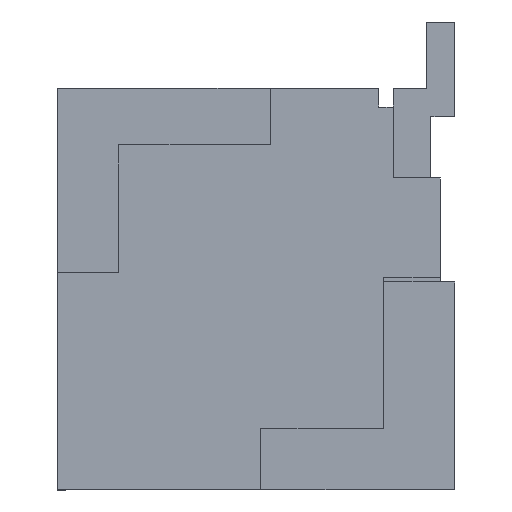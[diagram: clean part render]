
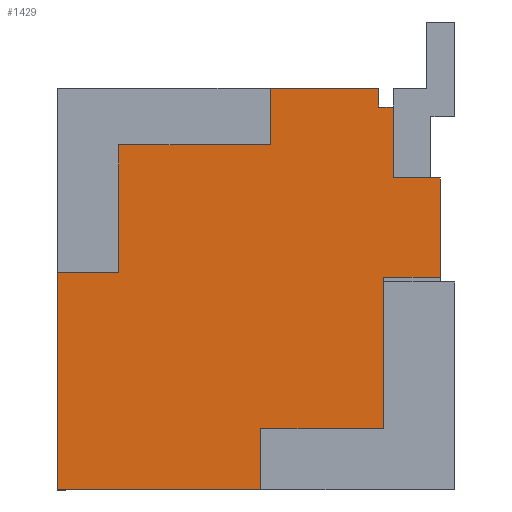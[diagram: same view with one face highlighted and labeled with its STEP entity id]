
A CAD part, left-side view. The second image highlights one B-rep face of the part: STEP entity #1429.
In plain terms, the highlighted planar face has unit normal (-1, 0, 0).
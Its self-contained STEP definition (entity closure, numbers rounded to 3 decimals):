
#1404 = VERTEX_POINT ( 'NONE', #6021 ) ;
#1408 = VERTEX_POINT ( 'NONE', #6042 ) ;
#1409 = ORIENTED_EDGE ( 'NONE', *, *, #1485, .T. ) ;
#1410 = EDGE_CURVE ( 'NONE', #1486, #1488, #6041, .T. ) ;
#1411 = VERTEX_POINT ( 'NONE', #6037 ) ;
#1412 = ORIENTED_EDGE ( 'NONE', *, *, #1413, .T. ) ;
#1413 = EDGE_CURVE ( 'NONE', #1443, #1414, #6036, .T. ) ;
#1414 = VERTEX_POINT ( 'NONE', #6032 ) ;
#1415 = EDGE_CURVE ( 'NONE', #1423, #1424, #6031, .T. ) ;
#1420 = ORIENTED_EDGE ( 'NONE', *, *, #1421, .T. ) ;
#1421 = EDGE_CURVE ( 'NONE', #1424, #1422, #6078, .T. ) ;
#1422 = VERTEX_POINT ( 'NONE', #6074 ) ;
#1423 = VERTEX_POINT ( 'NONE', #6073 ) ;
#1424 = VERTEX_POINT ( 'NONE', #6072 ) ;
#1425 = ORIENTED_EDGE ( 'NONE', *, *, #1426, .T. ) ;
#1426 = EDGE_CURVE ( 'NONE', #1481, #1427, #6071, .T. ) ;
#1427 = VERTEX_POINT ( 'NONE', #6067 ) ;
#1428 = ORIENTED_EDGE ( 'NONE', *, *, #1480, .T. ) ;
#1429 = ADVANCED_FACE ( 'NONE', ( #6066 ), #6109, .F. ) ;
#1430 = ORIENTED_EDGE ( 'NONE', *, *, #1431, .T. ) ;
#1431 = EDGE_CURVE ( 'NONE', #1488, #1411, #6104, .T. ) ;
#1435 = ORIENTED_EDGE ( 'NONE', *, *, #1436, .T. ) ;
#1436 = EDGE_CURVE ( 'NONE', #1411, #1437, #6095, .T. ) ;
#1437 = VERTEX_POINT ( 'NONE', #6091 ) ;
#1438 = ORIENTED_EDGE ( 'NONE', *, *, #1439, .T. ) ;
#1439 = EDGE_CURVE ( 'NONE', #1404, #1443, #6090, .T. ) ;
#1440 = ORIENTED_EDGE ( 'NONE', *, *, #1415, .T. ) ;
#1441 = ORIENTED_EDGE ( 'NONE', *, *, #1442, .T. ) ;
#1442 = EDGE_CURVE ( 'NONE', #1437, #1476, #6086, .T. ) ;
#1443 = VERTEX_POINT ( 'NONE', #6082 ) ;
#1468 = ORIENTED_EDGE ( 'NONE', *, *, #1469, .T. ) ;
#1469 = EDGE_CURVE ( 'NONE', #1427, #1408, #6187, .T. ) ;
#1470 = ORIENTED_EDGE ( 'NONE', *, *, #1471, .T. ) ;
#1471 = EDGE_CURVE ( 'NONE', #1484, #1472, #6183, .T. ) ;
#1472 = VERTEX_POINT ( 'NONE', #6179 ) ;
#1476 = VERTEX_POINT ( 'NONE', #6173 ) ;
#1477 = ORIENTED_EDGE ( 'NONE', *, *, #1478, .F. ) ;
#1478 = EDGE_CURVE ( 'NONE', #1423, #1476, #6172, .T. ) ;
#1479 = EDGE_LOOP ( 'NONE', ( #1440, #1420, #1482, #1470, #1489, #1438, #1412, #1428, #1425, #1468, #1409, #1487, #1430, #1435, #1441, #1477 ) ) ;
#1480 = EDGE_CURVE ( 'NONE', #1414, #1481, #6235, .T. ) ;
#1481 = VERTEX_POINT ( 'NONE', #6231 ) ;
#1482 = ORIENTED_EDGE ( 'NONE', *, *, #1483, .T. ) ;
#1483 = EDGE_CURVE ( 'NONE', #1422, #1484, #6230, .T. ) ;
#1484 = VERTEX_POINT ( 'NONE', #6226 ) ;
#1485 = EDGE_CURVE ( 'NONE', #1408, #1486, #6225, .T. ) ;
#1486 = VERTEX_POINT ( 'NONE', #6221 ) ;
#1487 = ORIENTED_EDGE ( 'NONE', *, *, #1410, .T. ) ;
#1488 = VERTEX_POINT ( 'NONE', #6220 ) ;
#1489 = ORIENTED_EDGE ( 'NONE', *, *, #1490, .F. ) ;
#1490 = EDGE_CURVE ( 'NONE', #1404, #1472, #6219, .T. ) ;
#6021 = CARTESIAN_POINT ( 'NONE',  ( -20.75, 3.875, -0.525 ) ) ;
#6028 = DIRECTION ( 'NONE',  ( 0., 0., -1. ) ) ;
#6029 = VECTOR ( 'NONE', #6028, 1000. ) ;
#6030 = CARTESIAN_POINT ( 'NONE',  ( -20.75, 1.625, 3.125 ) ) ;
#6031 = LINE ( 'NONE', #6030, #6029 ) ;
#6032 = CARTESIAN_POINT ( 'NONE',  ( -20.75, 1.725, 0.125 ) ) ;
#6033 = DIRECTION ( 'NONE',  ( 0., 0., 1. ) ) ;
#6034 = VECTOR ( 'NONE', #6033, 1000. ) ;
#6035 = CARTESIAN_POINT ( 'NONE',  ( -20.75, 1.725, -0.525 ) ) ;
#6036 = LINE ( 'NONE', #6035, #6034 ) ;
#6037 = CARTESIAN_POINT ( 'NONE',  ( -20.75, 0.325, 3.525 ) ) ;
#6038 = DIRECTION ( 'NONE',  ( 0., 1., 0. ) ) ;
#6039 = VECTOR ( 'NONE', #6038, 1000. ) ;
#6040 = CARTESIAN_POINT ( 'NONE',  ( -20.75, -0.175, 2.775 ) ) ;
#6041 = LINE ( 'NONE', #6040, #6039 ) ;
#6042 = CARTESIAN_POINT ( 'NONE',  ( -20.75, -0.175, 1.725 ) ) ;
#6066 = FACE_OUTER_BOUND ( 'NONE', #1479, .T. ) ;
#6067 = CARTESIAN_POINT ( 'NONE',  ( -20.75, 0.425, 1.725 ) ) ;
#6068 = DIRECTION ( 'NONE',  ( 0., 0., 1. ) ) ;
#6069 = VECTOR ( 'NONE', #6068, 1000. ) ;
#6070 = CARTESIAN_POINT ( 'NONE',  ( -20.75, 0.425, 0.125 ) ) ;
#6071 = LINE ( 'NONE', #6070, #6069 ) ;
#6072 = CARTESIAN_POINT ( 'NONE',  ( -20.75, 1.625, 3.125 ) ) ;
#6073 = CARTESIAN_POINT ( 'NONE',  ( -20.75, 1.625, 3.725 ) ) ;
#6074 = CARTESIAN_POINT ( 'NONE',  ( -20.75, 3.225, 3.125 ) ) ;
#6075 = DIRECTION ( 'NONE',  ( 0., 1., 0. ) ) ;
#6076 = VECTOR ( 'NONE', #6075, 1000. ) ;
#6077 = CARTESIAN_POINT ( 'NONE',  ( -20.75, 3.225, 3.125 ) ) ;
#6078 = LINE ( 'NONE', #6077, #6076 ) ;
#6082 = CARTESIAN_POINT ( 'NONE',  ( -20.75, 1.725, -0.525 ) ) ;
#6083 = DIRECTION ( 'NONE',  ( 0., 0., 1. ) ) ;
#6084 = VECTOR ( 'NONE', #6083, 1000. ) ;
#6085 = CARTESIAN_POINT ( 'NONE',  ( -20.75, 0.475, 3.525 ) ) ;
#6086 = LINE ( 'NONE', #6085, #6084 ) ;
#6087 = DIRECTION ( 'NONE',  ( 0., -1., 0. ) ) ;
#6088 = VECTOR ( 'NONE', #6087, 1000. ) ;
#6089 = CARTESIAN_POINT ( 'NONE',  ( -20.75, 3.875, -0.525 ) ) ;
#6090 = LINE ( 'NONE', #6089, #6088 ) ;
#6091 = CARTESIAN_POINT ( 'NONE',  ( -20.75, 0.475, 3.525 ) ) ;
#6092 = DIRECTION ( 'NONE',  ( 0., 1., 0. ) ) ;
#6093 = VECTOR ( 'NONE', #6092, 1000. ) ;
#6094 = CARTESIAN_POINT ( 'NONE',  ( -20.75, 0.325, 3.525 ) ) ;
#6095 = LINE ( 'NONE', #6094, #6093 ) ;
#6101 = DIRECTION ( 'NONE',  ( 0., 0., 1. ) ) ;
#6102 = VECTOR ( 'NONE', #6101, 1000. ) ;
#6103 = CARTESIAN_POINT ( 'NONE',  ( -20.75, 0.325, 2.775 ) ) ;
#6104 = LINE ( 'NONE', #6103, #6102 ) ;
#6105 = DIRECTION ( 'NONE',  ( 0., -1., 0. ) ) ;
#6106 = DIRECTION ( 'NONE',  ( 1., 0., 0. ) ) ;
#6107 = CARTESIAN_POINT ( 'NONE',  ( -20.75, 3.875, 3.725 ) ) ;
#6108 = AXIS2_PLACEMENT_3D ( 'NONE', #6107, #6106, #6105 ) ;
#6109 = PLANE ( 'NONE',  #6108 ) ;
#6170 = VECTOR ( 'NONE', #6236, 1000. ) ;
#6171 = CARTESIAN_POINT ( 'NONE',  ( -20.75, 3.875, 3.725 ) ) ;
#6172 = LINE ( 'NONE', #6171, #6170 ) ;
#6173 = CARTESIAN_POINT ( 'NONE',  ( -20.75, 0.475, 3.725 ) ) ;
#6179 = CARTESIAN_POINT ( 'NONE',  ( -20.75, 3.875, 1.775 ) ) ;
#6180 = DIRECTION ( 'NONE',  ( 0., 1., 0. ) ) ;
#6181 = VECTOR ( 'NONE', #6180, 1000. ) ;
#6182 = CARTESIAN_POINT ( 'NONE',  ( -20.75, 3.875, 1.775 ) ) ;
#6183 = LINE ( 'NONE', #6182, #6181 ) ;
#6184 = DIRECTION ( 'NONE',  ( 0., -1., 0. ) ) ;
#6185 = VECTOR ( 'NONE', #6184, 1000. ) ;
#6186 = CARTESIAN_POINT ( 'NONE',  ( -20.75, 0.425, 1.725 ) ) ;
#6187 = LINE ( 'NONE', #6186, #6185 ) ;
#6216 = DIRECTION ( 'NONE',  ( 0., 0., 1. ) ) ;
#6217 = VECTOR ( 'NONE', #6216, 1000. ) ;
#6218 = CARTESIAN_POINT ( 'NONE',  ( -20.75, 3.875, 3.725 ) ) ;
#6219 = LINE ( 'NONE', #6218, #6217 ) ;
#6220 = CARTESIAN_POINT ( 'NONE',  ( -20.75, 0.325, 2.775 ) ) ;
#6221 = CARTESIAN_POINT ( 'NONE',  ( -20.75, -0.175, 2.775 ) ) ;
#6222 = DIRECTION ( 'NONE',  ( 0., 0., 1. ) ) ;
#6223 = VECTOR ( 'NONE', #6222, 1000. ) ;
#6224 = CARTESIAN_POINT ( 'NONE',  ( -20.75, -0.175, 3.725 ) ) ;
#6225 = LINE ( 'NONE', #6224, #6223 ) ;
#6226 = CARTESIAN_POINT ( 'NONE',  ( -20.75, 3.225, 1.775 ) ) ;
#6227 = DIRECTION ( 'NONE',  ( 0., 0., -1. ) ) ;
#6228 = VECTOR ( 'NONE', #6227, 1000. ) ;
#6229 = CARTESIAN_POINT ( 'NONE',  ( -20.75, 3.225, 1.775 ) ) ;
#6230 = LINE ( 'NONE', #6229, #6228 ) ;
#6231 = CARTESIAN_POINT ( 'NONE',  ( -20.75, 0.425, 0.125 ) ) ;
#6232 = DIRECTION ( 'NONE',  ( 0., -1., 0. ) ) ;
#6233 = VECTOR ( 'NONE', #6232, 1000. ) ;
#6234 = CARTESIAN_POINT ( 'NONE',  ( -20.75, 1.725, 0.125 ) ) ;
#6235 = LINE ( 'NONE', #6234, #6233 ) ;
#6236 = DIRECTION ( 'NONE',  ( 0., -1., 0. ) ) ;
